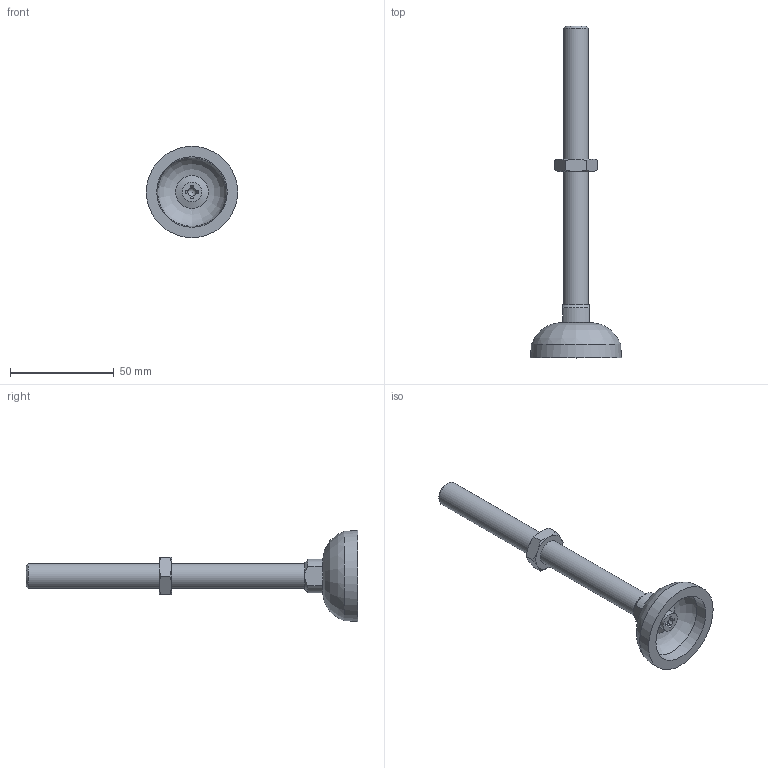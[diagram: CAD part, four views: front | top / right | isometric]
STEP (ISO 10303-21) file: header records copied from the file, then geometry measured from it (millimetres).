
FILE_DESCRIPTION(('FreeCAD Model'),'2;1');
FILE_NAME('Open CASCADE Shape Model','2024-10-16T08:51:06',(''),(''), 'Open CASCADE STEP processor 7.6','FreeCAD','Unknown');
FILE_SCHEMA(('AUTOMOTIVE_DESIGN { 1 0 10303 214 1 1 1 1 }'));
Length unit declared in the file: millimetre
Products named in the file (4): STB10-P44TF12160; STB10-P44TF12161; STB10-P44TF12162; STB10-P44TF12163
Assembly tree (3 placements, depth 2):
  STB10-P44TF12160
    STB10-P44TF12161
    STB10-P44TF12162
    STB10-P44TF12163
Bounding box: 44 x 160 x 44 mm (x, y, z)
Volume: 29605.4 mm3; surface area: 12293.3 mm2
Topology: 3 solids, 3 shells, 64 faces, 147 edges, 90 vertices
Faces by surface type: plane 31, cone 22, revolution 5, cylinder 5, sphere 1
Full cylindrical faces by diameter (mm): 4 x1, 10.106 x1, 12 x1
Entity records: 4780 total; most frequent: CARTESIAN_POINT 1867, DIRECTION 492, ORIENTED_EDGE 292, PCURVE 292, DEFINITIONAL_REPRESENTATION 292, LINE 233, VECTOR 233, EDGE_CURVE 146
